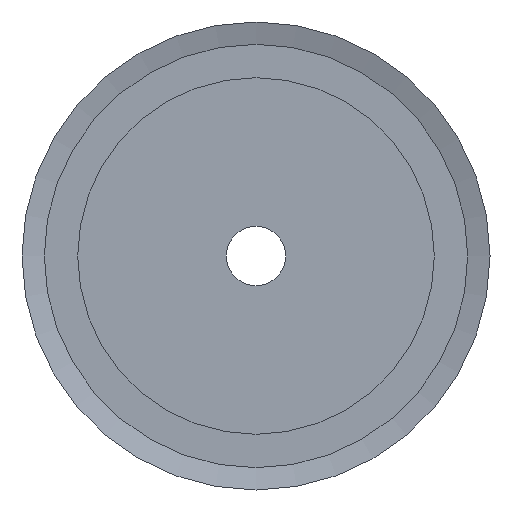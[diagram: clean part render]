
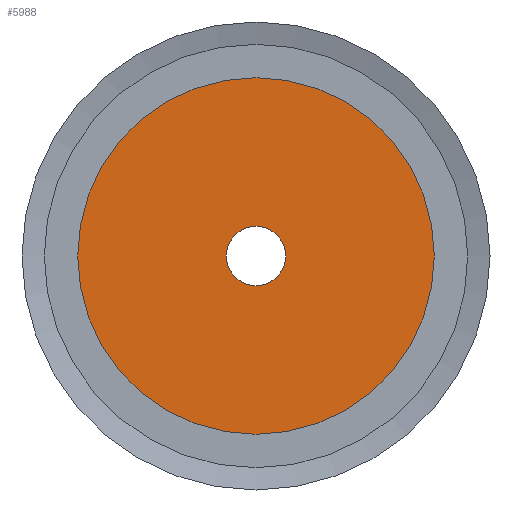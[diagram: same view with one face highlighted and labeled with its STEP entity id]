
A CAD part, left-side view. The second image highlights one B-rep face of the part: STEP entity #5988.
In plain terms, the highlighted planar face has unit normal (-1, 0, 0).
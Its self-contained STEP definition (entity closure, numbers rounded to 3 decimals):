
#1915=VERTEX_POINT('',#10278);
#1916=VERTEX_POINT('',#10280);
#2365=CIRCLE('',#6755,24.);
#2366=CIRCLE('',#6756,4.);
#3013=EDGE_CURVE('',#1915,#1915,#2365,.T.);
#3014=EDGE_CURVE('',#1916,#1916,#2366,.T.);
#3990=ORIENTED_EDGE('',*,*,#3013,.F.);
#3991=ORIENTED_EDGE('',*,*,#3014,.T.);
#5312=EDGE_LOOP('',(#3990));
#5313=EDGE_LOOP('',(#3991));
#5651=FACE_BOUND('',#5312,.T.);
#5652=FACE_BOUND('',#5313,.T.);
#5988=ADVANCED_FACE('',(#5651,#5652),#10967,.F.);
#6754=AXIS2_PLACEMENT_3D('',#10276,#8116,$);
#6755=AXIS2_PLACEMENT_3D('',#10277,#8117,#8118);
#6756=AXIS2_PLACEMENT_3D('',#10279,#8119,#8120);
#8116=DIRECTION('',(1.,0.,0.));
#8117=DIRECTION('',(1.,0.,0.));
#8118=DIRECTION('',(0.,0.,-24.));
#8119=DIRECTION('',(1.,0.,0.));
#8120=DIRECTION('',(0.,0.,-4.));
#10276=CARTESIAN_POINT('',(0.,0.,0.));
#10277=CARTESIAN_POINT('',(0.,0.,0.));
#10278=CARTESIAN_POINT('',(0.,0.,-24.));
#10279=CARTESIAN_POINT('',(0.,0.,0.));
#10280=CARTESIAN_POINT('',(0.,0.,-4.));
#10967=PLANE('',#6754);
